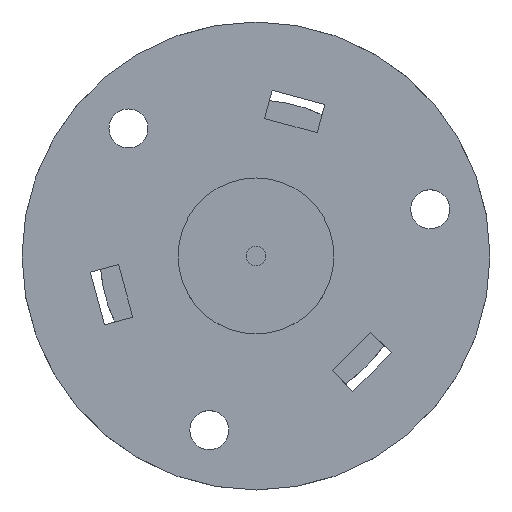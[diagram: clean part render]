
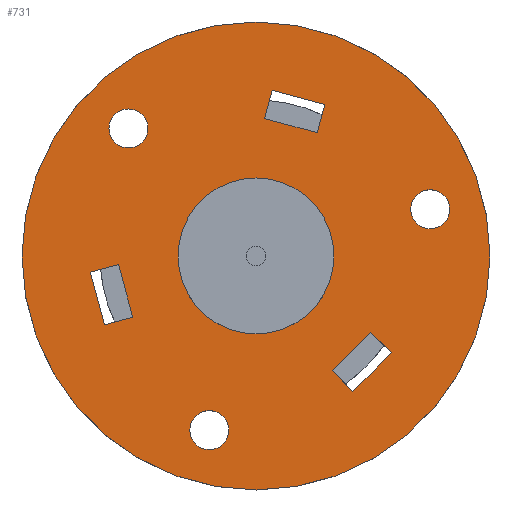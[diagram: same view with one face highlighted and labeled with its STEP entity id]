
A CAD part, top view. The second image highlights one B-rep face of the part: STEP entity #731.
In plain terms, the highlighted planar face has unit normal (0, 0, 1).
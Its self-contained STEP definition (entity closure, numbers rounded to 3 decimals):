
#271=CARTESIAN_POINT('POINT16',(4.,0.,1.5));
#272=VERTEX_POINT('VERTEX16',#271);
#280=CARTESIAN_POINT('POINT17',(-4.,0.,1.5));
#281=VERTEX_POINT('VERTEX17',#280);
#288=CARTESIAN_POINT('POS31',(0.,0.,1.5));
#289=DIRECTION('DIR53',(0.,0.,1.));
#290=DIRECTION('DIR54',(-1.,0.,0.));
#291=AXIS2_PLACEMENT_3D('AXIS23',#288,#289,#290);
#292=CIRCLE('ELLIPSE17',#291,4.);
#293=EDGE_CURVE('EDGE27',#281,#272,#292,.T.);
#306=CARTESIAN_POINT('POS33',(0.,0.,1.5));
#307=DIRECTION('DIR57',(0.,0.,1.));
#308=DIRECTION('DIR58',(-1.,0.,0.));
#309=AXIS2_PLACEMENT_3D('AXIS25',#306,#307,#308);
#310=CIRCLE('ELLIPSE18',#309,4.);
#311=EDGE_CURVE('EDGE28',#272,#281,#310,.T.);
#318=CARTESIAN_POINT('POINT19',(3.143,
   6.322,1.5));
#319=VERTEX_POINT('VERTEX19',#318);
#334=CARTESIAN_POINT('POINT21',(0.439,
   7.047,1.5));
#335=VERTEX_POINT('VERTEX21',#334);
#342=CARTESIAN_POINT('POS37',(2.467,
   6.503,1.5));
#343=DIRECTION('DIR62',(0.966,-0.259,
   0.));
#344=VECTOR('VEC12',#343,1.);
#345=LINE('STRAIGHT12',#342,#344);
#346=EDGE_CURVE('EDGE32',#319,#335,#345,.F.);
#358=CARTESIAN_POINT('POINT23',(3.903,
   -5.883,1.5));
#359=VERTEX_POINT('VERTEX23',#358);
#374=CARTESIAN_POINT('POINT25',(5.883,
   -3.903,1.5));
#375=VERTEX_POINT('VERTEX25',#374);
#382=CARTESIAN_POINT('POS42',(4.398,
   -5.388,1.5));
#383=DIRECTION('DIR68',(-0.707,-0.707,
   0.));
#384=VECTOR('VEC16',#383,1.);
#385=LINE('STRAIGHT16',#382,#384);
#386=EDGE_CURVE('EDGE36',#359,#375,#385,.F.);
#536=CARTESIAN_POINT('POINT36',(-7.047,
   -0.439,1.5));
#537=VERTEX_POINT('VERTEX36',#536);
#545=CARTESIAN_POINT('POINT37',(-6.322,
   -3.143,1.5));
#546=VERTEX_POINT('VERTEX37',#545);
#553=CARTESIAN_POINT('POS62',(-6.865,
   -1.115,1.5));
#554=DIRECTION('DIR96',(-0.259,0.966,
   0.));
#555=VECTOR('VEC28',#554,1.);
#556=LINE('STRAIGHT28',#553,#555);
#557=EDGE_CURVE('EDGE53',#537,#546,#556,.F.);
#567=CARTESIAN_POINT('POINT38',(8.935,
   1.394,1.5));
#568=VERTEX_POINT('VERTEX38',#567);
#569=CARTESIAN_POINT('POINT39',(8.935,
   3.394,1.5));
#570=VERTEX_POINT('VERTEX39',#569);
#571=CARTESIAN_POINT('POS64',(8.935,
   2.394,1.5));
#572=DIRECTION('DIR99',(0.,0.,1.));
#573=DIRECTION('DIR100',(0.,1.,0.));
#574=AXIS2_PLACEMENT_3D('AXIS36',#571,#572,#573);
#575=CIRCLE('ELLIPSE24',#574,1.);
#576=EDGE_CURVE('EDGE54',#568,#570,#575,.T.);
#577=ORIENTED_EDGE('COEDGE85',*,*,#576,.F.);
#578=CARTESIAN_POINT('POS65',(8.935,
   2.394,1.5));
#579=DIRECTION('DIR101',(0.,0.,1.));
#580=DIRECTION('DIR102',(0.,1.,0.));
#581=AXIS2_PLACEMENT_3D('AXIS37',#578,#579,#580);
#582=CIRCLE('ELLIPSE25',#581,1.);
#583=EDGE_CURVE('EDGE55',#570,#568,#582,.T.);
#584=ORIENTED_EDGE('COEDGE86',*,*,#583,.F.);
#585=EDGE_LOOP('NONE',(#577,#584));
#586=FACE_BOUND('LOOP1',#585,.T.);
#587=CARTESIAN_POINT('POINT40',(-2.394,
   -9.935,1.5));
#588=VERTEX_POINT('VERTEX40',#587);
#589=CARTESIAN_POINT('POINT41',(-2.394,
   -7.935,1.5));
#590=VERTEX_POINT('VERTEX41',#589);
#591=CARTESIAN_POINT('POS66',(-2.394,
   -8.935,1.5));
#592=DIRECTION('DIR103',(0.,0.,1.));
#593=DIRECTION('DIR104',(0.,1.,0.));
#594=AXIS2_PLACEMENT_3D('AXIS38',#591,#592,#593);
#595=CIRCLE('ELLIPSE26',#594,1.);
#596=EDGE_CURVE('EDGE56',#588,#590,#595,.T.);
#597=ORIENTED_EDGE('COEDGE87',*,*,#596,.F.);
#598=CARTESIAN_POINT('POS67',(-2.394,
   -8.935,1.5));
#599=DIRECTION('DIR105',(0.,0.,1.));
#600=DIRECTION('DIR106',(0.,1.,0.));
#601=AXIS2_PLACEMENT_3D('AXIS39',#598,#599,#600);
#602=CIRCLE('ELLIPSE27',#601,1.);
#603=EDGE_CURVE('EDGE57',#590,#588,#602,.T.);
#604=ORIENTED_EDGE('COEDGE88',*,*,#603,.F.);
#605=EDGE_LOOP('NONE',(#597,#604));
#606=FACE_BOUND('LOOP1',#605,.T.);
#607=CARTESIAN_POINT('POINT42',(12.,0.,1.5
   ));
#608=VERTEX_POINT('VERTEX42',#607);
#609=CARTESIAN_POINT('POINT43',(-12.,0.,1.5
   ));
#610=VERTEX_POINT('VERTEX43',#609);
#611=CARTESIAN_POINT('POS68',(0.,0.,1.5));
#612=DIRECTION('DIR107',(0.,0.,1.));
#613=DIRECTION('DIR108',(-1.,0.,0.));
#614=AXIS2_PLACEMENT_3D('AXIS40',#611,#612,#613);
#615=CIRCLE('ELLIPSE28',#614,12.);
#616=EDGE_CURVE('EDGE58',#608,#610,#615,.T.);
#617=ORIENTED_EDGE('COEDGE89',*,*,#616,.T.);
#618=CARTESIAN_POINT('POS69',(0.,0.,1.5));
#619=DIRECTION('DIR109',(0.,0.,1.));
#620=DIRECTION('DIR110',(-1.,0.,0.));
#621=AXIS2_PLACEMENT_3D('AXIS41',#618,#619,#620);
#622=CIRCLE('ELLIPSE29',#621,12.);
#623=EDGE_CURVE('EDGE59',#610,#608,#622,.T.);
#624=ORIENTED_EDGE('COEDGE90',*,*,#623,.T.);
#625=EDGE_LOOP('NONE',(#617,#624));
#626=FACE_BOUND('LOOP1',#625,.T.);
#627=CARTESIAN_POINT('POINT44',(-6.541,
   5.541,1.5));
#628=VERTEX_POINT('VERTEX44',#627);
#629=CARTESIAN_POINT('POINT45',(-6.541,
   7.541,1.5));
#630=VERTEX_POINT('VERTEX45',#629);
#631=CARTESIAN_POINT('POS70',(-6.541,
   6.541,1.5));
#632=DIRECTION('DIR111',(0.,0.,1.));
#633=DIRECTION('DIR112',(0.,1.,0.));
#634=AXIS2_PLACEMENT_3D('AXIS42',#631,#632,#633);
#635=CIRCLE('ELLIPSE30',#634,1.);
#636=EDGE_CURVE('EDGE60',#628,#630,#635,.T.);
#637=ORIENTED_EDGE('COEDGE91',*,*,#636,.F.);
#638=CARTESIAN_POINT('POS71',(-6.541,
   6.541,1.5));
#639=DIRECTION('DIR113',(0.,0.,1.));
#640=DIRECTION('DIR114',(0.,1.,0.));
#641=AXIS2_PLACEMENT_3D('AXIS43',#638,#639,#640);
#642=CIRCLE('ELLIPSE31',#641,1.);
#643=EDGE_CURVE('EDGE61',#630,#628,#642,.T.);
#644=ORIENTED_EDGE('COEDGE92',*,*,#643,.F.);
#645=EDGE_LOOP('NONE',(#637,#644));
#646=FACE_BOUND('LOOP1',#645,.T.);
#647=ORIENTED_EDGE('COEDGE93',*,*,#311,.F.);
#648=ORIENTED_EDGE('COEDGE94',*,*,#293,.F.);
#649=EDGE_LOOP('NONE',(#647,#648));
#650=FACE_BOUND('LOOP1',#649,.T.);
#651=ORIENTED_EDGE('COEDGE95',*,*,#386,.T.);
#652=CARTESIAN_POINT('POINT46',(6.944,
   -4.964,1.5));
#653=VERTEX_POINT('VERTEX46',#652);
#654=CARTESIAN_POINT('POS72',(3.437,
   -1.457,1.5));
#655=DIRECTION('DIR115',(-0.707,0.707,
   0.));
#656=VECTOR('VEC29',#655,1.);
#657=LINE('STRAIGHT29',#654,#656);
#658=EDGE_CURVE('EDGE62',#375,#653,#657,.F.);
#659=ORIENTED_EDGE('COEDGE96',*,*,#658,.T.);
#660=CARTESIAN_POINT('POINT47',(4.964,
   -6.944,1.5));
#661=VERTEX_POINT('VERTEX47',#660);
#662=CARTESIAN_POINT('POS73',(6.449,
   -5.459,1.5));
#663=DIRECTION('DIR116',(0.707,0.707,
   0.));
#664=VECTOR('VEC30',#663,1.);
#665=LINE('STRAIGHT30',#662,#664);
#666=EDGE_CURVE('EDGE63',#653,#661,#665,.F.);
#667=ORIENTED_EDGE('COEDGE97',*,*,#666,.T.);
#668=CARTESIAN_POINT('POS74',(1.987,
   -3.967,1.5));
#669=DIRECTION('DIR117',(0.707,-0.707,
   0.));
#670=VECTOR('VEC31',#669,1.);
#671=LINE('STRAIGHT31',#668,#670);
#672=EDGE_CURVE('EDGE64',#661,#359,#671,.F.);
#673=ORIENTED_EDGE('COEDGE98',*,*,#672,.T.);
#674=EDGE_LOOP('NONE',(#651,#659,#667,#673));
#675=FACE_BOUND('LOOP1',#674,.T.);
#676=ORIENTED_EDGE('COEDGE99',*,*,#346,.T.);
#677=CARTESIAN_POINT('POINT48',(0.827,
   8.495,1.5));
#678=VERTEX_POINT('VERTEX48',#677);
#679=CARTESIAN_POINT('POS75',(-0.457,
   3.704,1.5));
#680=DIRECTION('DIR118',(-0.259,-0.966,
   0.));
#681=VECTOR('VEC32',#680,1.);
#682=LINE('STRAIGHT32',#679,#681);
#683=EDGE_CURVE('EDGE65',#335,#678,#682,.F.);
#684=ORIENTED_EDGE('COEDGE100',*,*,#683,.T.);
#685=CARTESIAN_POINT('POINT49',(3.532,
   7.771,1.5));
#686=VERTEX_POINT('VERTEX49',#685);
#687=CARTESIAN_POINT('POS76',(1.503,
   8.314,1.5));
#688=DIRECTION('DIR119',(-0.966,0.259,
   0.));
#689=VECTOR('VEC33',#688,1.);
#690=LINE('STRAIGHT33',#687,#689);
#691=EDGE_CURVE('EDGE66',#678,#686,#690,.F.);
#692=ORIENTED_EDGE('COEDGE101',*,*,#691,.T.);
#693=CARTESIAN_POINT('POS77',(2.442,
   3.704,1.5));
#694=DIRECTION('DIR120',(0.259,0.966,
   0.));
#695=VECTOR('VEC34',#694,1.);
#696=LINE('STRAIGHT34',#693,#695);
#697=EDGE_CURVE('EDGE67',#686,#319,#696,.F.);
#698=ORIENTED_EDGE('COEDGE102',*,*,#697,.T.);
#699=EDGE_LOOP('NONE',(#676,#684,#692,#698));
#700=FACE_BOUND('LOOP1',#699,.T.);
#701=ORIENTED_EDGE('COEDGE103',*,*,#557,.T.);
#702=CARTESIAN_POINT('POINT50',(-7.771,
   -3.532,1.5));
#703=VERTEX_POINT('VERTEX50',#702);
#704=CARTESIAN_POINT('POS78',(-2.98,
   -2.248,1.5));
#705=DIRECTION('DIR121',(0.966,0.259,
   0.));
#706=VECTOR('VEC35',#705,1.);
#707=LINE('STRAIGHT35',#704,#706);
#708=EDGE_CURVE('EDGE68',#546,#703,#707,.F.);
#709=ORIENTED_EDGE('COEDGE104',*,*,#708,.T.);
#710=CARTESIAN_POINT('POINT51',(-8.495,
   -0.827,1.5));
#711=VERTEX_POINT('VERTEX51',#710);
#712=CARTESIAN_POINT('POS79',(-7.952,
   -2.855,1.5));
#713=DIRECTION('DIR122',(0.259,-0.966,
   0.));
#714=VECTOR('VEC36',#713,1.);
#715=LINE('STRAIGHT36',#712,#714);
#716=EDGE_CURVE('EDGE69',#703,#711,#715,.F.);
#717=ORIENTED_EDGE('COEDGE105',*,*,#716,.T.);
#718=CARTESIAN_POINT('POS80',(-4.429,
   0.263,1.5));
#719=DIRECTION('DIR123',(-0.966,-0.259,
   0.));
#720=VECTOR('VEC37',#719,1.);
#721=LINE('STRAIGHT37',#718,#720);
#722=EDGE_CURVE('EDGE70',#711,#537,#721,.F.);
#723=ORIENTED_EDGE('COEDGE106',*,*,#722,.T.);
#724=EDGE_LOOP('NONE',(#701,#709,#717,#723));
#725=FACE_BOUND('LOOP1',#724,.T.);
#726=CARTESIAN_POINT('POS81',(0.,0.,1.5));
#727=DIRECTION('DIR124',(0.,0.,1.));
#728=DIRECTION('DIR125',(1.,0.,0.));
#729=AXIS2_PLACEMENT_3D('AXIS44',#726,#727,#728);
#730=PLANE('PLANE7',#729);
#731=ADVANCED_FACE('FACE23',(#586,#606,#626,#646,#650,#675,#700,#725),
   #730,.T.);
